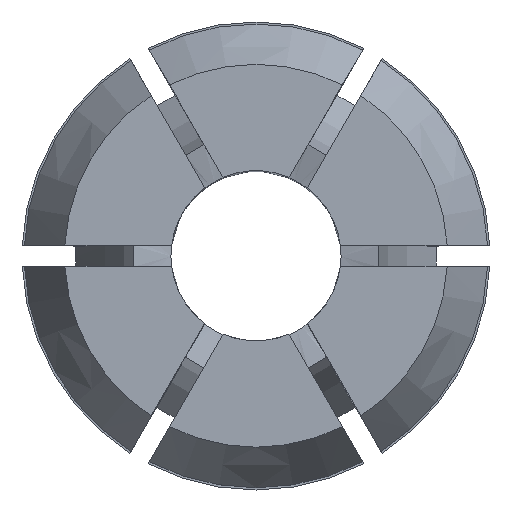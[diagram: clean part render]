
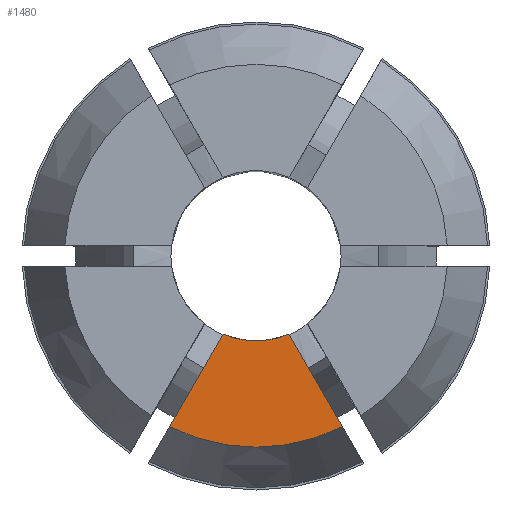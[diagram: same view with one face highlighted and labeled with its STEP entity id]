
A CAD part, top view. The second image highlights one B-rep face of the part: STEP entity #1480.
In plain terms, the highlighted planar face has unit normal (0, 0, 1).
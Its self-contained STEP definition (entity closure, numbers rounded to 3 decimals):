
#80 = FACE_OUTER_BOUND ( 'NONE', #976, .T. ) ;
#89 = EDGE_CURVE ( 'NONE', #645, #1704, #416, .T. ) ;
#125 = CARTESIAN_POINT ( 'NONE',  ( 2.327, -5.53, 40. ) ) ;
#126 = CARTESIAN_POINT ( 'NONE',  ( 6.495, 9.75, 40. ) ) ;
#277 = DIRECTION ( 'NONE',  ( 0., 0., 1. ) ) ;
#317 = AXIS2_PLACEMENT_3D ( 'NONE', #1583, #277, #761 ) ;
#416 = LINE ( 'NONE', #126, #2886 ) ;
#453 = ORIENTED_EDGE ( 'NONE', *, *, #2584, .F. ) ;
#645 = VERTEX_POINT ( 'NONE', #1667 ) ;
#723 = DIRECTION ( 'NONE',  ( 0., 0., 1. ) ) ;
#761 = DIRECTION ( 'NONE',  ( 1., 0., 0. ) ) ;
#832 = VECTOR ( 'NONE', #1748, 1000. ) ;
#940 = AXIS2_PLACEMENT_3D ( 'NONE', #2340, #723, #991 ) ;
#976 = EDGE_LOOP ( 'NONE', ( #3175, #3274, #453, #2114 ) ) ;
#978 = PLANE ( 'NONE',  #940 ) ;
#991 = DIRECTION ( 'NONE',  ( 1., 0., 0. ) ) ;
#1001 = CIRCLE ( 'NONE', #1165, 13.499 ) ;
#1165 = AXIS2_PLACEMENT_3D ( 'NONE', #1765, #2834, #3360 ) ;
#1240 = VERTEX_POINT ( 'NONE', #3319 ) ;
#1337 = CIRCLE ( 'NONE', #317, 6. ) ;
#1467 = CARTESIAN_POINT ( 'NONE',  ( -6.09, -12.048, 40. ) ) ;
#1480 = ADVANCED_FACE ( 'NONE', ( #80 ), #978, .T. ) ;
#1583 = CARTESIAN_POINT ( 'NONE',  ( 0., 0., 40. ) ) ;
#1667 = CARTESIAN_POINT ( 'NONE',  ( -2.327, -5.53, 40. ) ) ;
#1704 = VERTEX_POINT ( 'NONE', #1467 ) ;
#1748 = DIRECTION ( 'NONE',  ( 0.5, -0.866, 0. ) ) ;
#1765 = CARTESIAN_POINT ( 'NONE',  ( 0., 0., 40. ) ) ;
#1869 = EDGE_CURVE ( 'NONE', #645, #2686, #1337, .T. ) ;
#2114 = ORIENTED_EDGE ( 'NONE', *, *, #2173, .F. ) ;
#2173 = EDGE_CURVE ( 'NONE', #2686, #1240, #3201, .T. ) ;
#2340 = CARTESIAN_POINT ( 'NONE',  ( 0., 13.499, 40. ) ) ;
#2537 = CARTESIAN_POINT ( 'NONE',  ( -6.495, 9.75, 40. ) ) ;
#2584 = EDGE_CURVE ( 'NONE', #1240, #1704, #1001, .T. ) ;
#2686 = VERTEX_POINT ( 'NONE', #125 ) ;
#2788 = DIRECTION ( 'NONE',  ( -0.5, -0.866, 0. ) ) ;
#2834 = DIRECTION ( 'NONE',  ( 0., 0., -1. ) ) ;
#2886 = VECTOR ( 'NONE', #2788, 1000. ) ;
#3175 = ORIENTED_EDGE ( 'NONE', *, *, #1869, .F. ) ;
#3201 = LINE ( 'NONE', #2537, #832 ) ;
#3274 = ORIENTED_EDGE ( 'NONE', *, *, #89, .T. ) ;
#3319 = CARTESIAN_POINT ( 'NONE',  ( 6.09, -12.048, 40. ) ) ;
#3360 = DIRECTION ( 'NONE',  ( -1., 0., 0. ) ) ;
